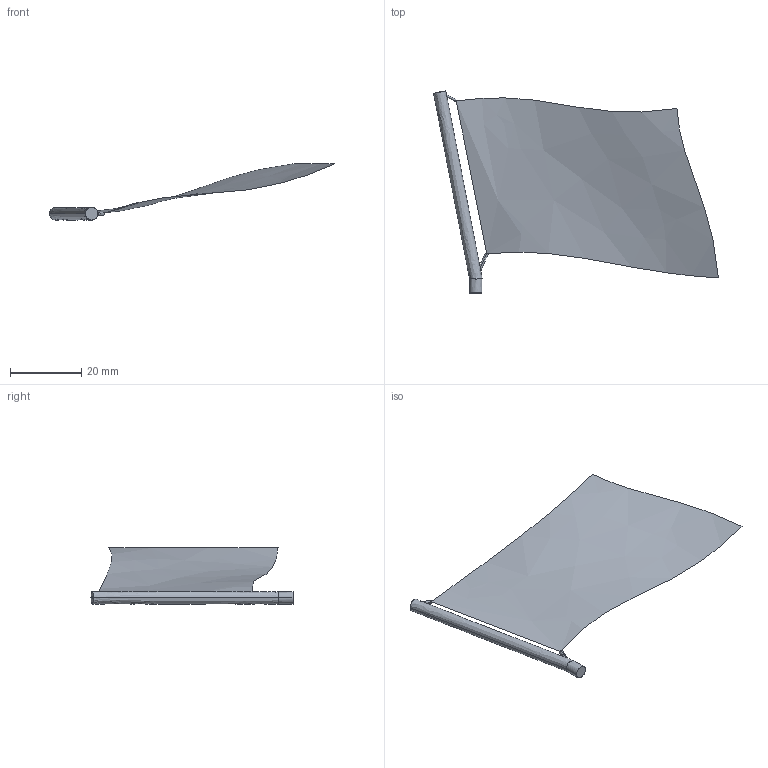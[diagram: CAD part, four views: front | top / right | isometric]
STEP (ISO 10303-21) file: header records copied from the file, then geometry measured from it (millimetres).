
FILE_DESCRIPTION(('FreeCAD Model'),'2;1');
FILE_NAME('Open CASCADE Shape Model','2025-05-05T03:25:37',('FreeCAD'),( 'FreeCAD'),'Open CASCADE STEP processor 7.6','FreeCAD','Unknown');
FILE_SCHEMA(('AUTOMOTIVE_DESIGN { 1 0 10303 214 1 1 1 1 }'));
Length unit declared in the file: millimetre
Products named in the file (1): Open CASCADE STEP translator 7.6 1
Bounding box: 80.13 x 56.83 x 15.77 mm (x, y, z)
Surface area: 3550.2 mm2 (no closed solid volume)
Topology: 0 solids, 2 shells, 17 faces, 40 edges, 27 vertices
Faces by surface type: bspline 17
Entity records: 629 total; most frequent: CARTESIAN_POINT 383, ORIENTED_EDGE 76, EDGE_CURVE 40, VERTEX_POINT 27, B_SPLINE_CURVE_WITH_KNOTS 25, FACE_BOUND 18, EDGE_LOOP 18, ADVANCED_FACE 17
